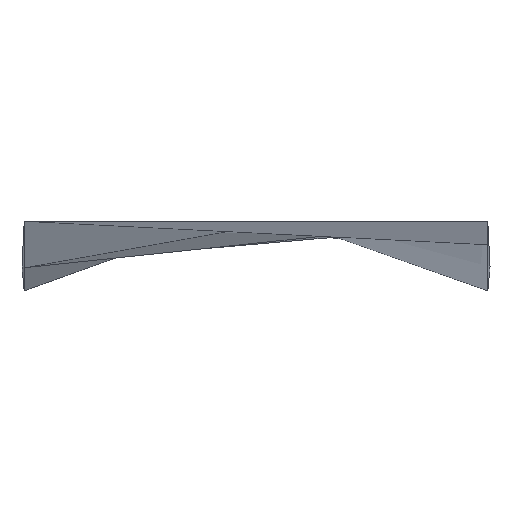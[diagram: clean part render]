
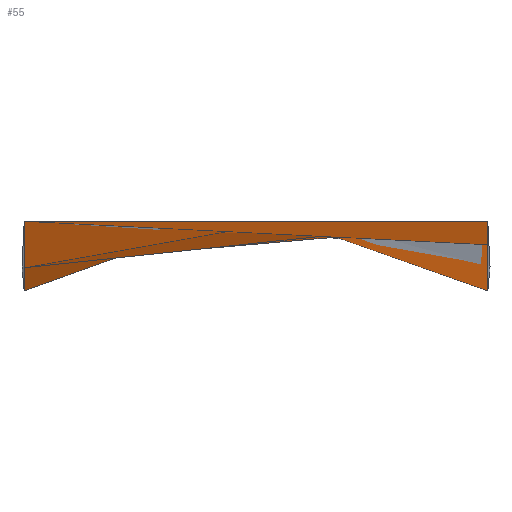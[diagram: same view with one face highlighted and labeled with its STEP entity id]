
A CAD part, top view. The second image highlights one B-rep face of the part: STEP entity #55.
In plain terms, the highlighted free-form (B-spline) face has degree [3, 3] with [4, 6] control points.
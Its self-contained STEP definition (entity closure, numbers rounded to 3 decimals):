
#15=FACE_OUTER_BOUND('',#19,.T.);
#19=EDGE_LOOP('',(#39,#40,#41,#42));
#23=B_SPLINE_CURVE_WITH_KNOTS('',3,(#102,#103,#104,#105),.UNSPECIFIED.,
 .F.,.F.,(4,4),(-1.,0.),.UNSPECIFIED.);
#24=B_SPLINE_CURVE_WITH_KNOTS('',3,(#107,#108,#109,#110,#111,#112),
 .UNSPECIFIED.,.F.,.F.,(4,1,1,4),(0.,1.,2.,3.),.UNSPECIFIED.);
#25=B_SPLINE_CURVE_WITH_KNOTS('',3,(#114,#115,#116,#117),.UNSPECIFIED.,
 .F.,.F.,(4,4),(0.,1.),.UNSPECIFIED.);
#26=B_SPLINE_CURVE_WITH_KNOTS('',3,(#118,#119,#120,#121,#122,#123),
 .UNSPECIFIED.,.F.,.F.,(4,1,1,4),(-3.,-2.,-1.,0.),.UNSPECIFIED.);
#29=VERTEX_POINT('',#100);
#30=VERTEX_POINT('',#101);
#31=VERTEX_POINT('',#106);
#32=VERTEX_POINT('',#113);
#33=EDGE_CURVE('',#29,#30,#23,.T.);
#34=EDGE_CURVE('',#29,#31,#24,.T.);
#35=EDGE_CURVE('',#32,#31,#25,.T.);
#36=EDGE_CURVE('',#32,#30,#26,.T.);
#39=ORIENTED_EDGE('',*,*,#33,.F.);
#40=ORIENTED_EDGE('',*,*,#34,.T.);
#41=ORIENTED_EDGE('',*,*,#35,.F.);
#42=ORIENTED_EDGE('',*,*,#36,.T.);
#51=B_SPLINE_SURFACE_WITH_KNOTS('',3,3,((#76,#77,#78,#79,#80,#81),(#82,
#83,#84,#85,#86,#87),(#88,#89,#90,#91,#92,#93),(#94,#95,#96,#97,#98,#99)),
 .UNSPECIFIED.,.F.,.F.,.F.,(4,4),(4,1,1,4),(0.,1.),(0.,1.,2.,3.),
 .UNSPECIFIED.);
#55=ADVANCED_FACE('',(#15),#51,.T.);
#76=CARTESIAN_POINT('Ctrl Pts',(12.43,0.,0.));
#77=CARTESIAN_POINT('Ctrl Pts',(11.172,0.692,0.));
#78=CARTESIAN_POINT('Ctrl Pts',(8.43,1.646,0.));
#79=CARTESIAN_POINT('Ctrl Pts',(4.07,1.646,0.));
#80=CARTESIAN_POINT('Ctrl Pts',(1.328,0.692,0.));
#81=CARTESIAN_POINT('Ctrl Pts',(0.07,0.,
0.));
#82=CARTESIAN_POINT('Ctrl Pts',(12.43,0.52,54.567));
#83=CARTESIAN_POINT('Ctrl Pts',(11.172,1.212,54.567));
#84=CARTESIAN_POINT('Ctrl Pts',(8.43,1.617,54.567));
#85=CARTESIAN_POINT('Ctrl Pts',(4.07,1.617,54.567));
#86=CARTESIAN_POINT('Ctrl Pts',(1.328,1.212,54.567));
#87=CARTESIAN_POINT('Ctrl Pts',(0.07,0.52,54.567));
#88=CARTESIAN_POINT('Ctrl Pts',(12.43,1.04,109.133));
#89=CARTESIAN_POINT('Ctrl Pts',(11.172,1.04,109.133));
#90=CARTESIAN_POINT('Ctrl Pts',(8.43,1.589,109.133));
#91=CARTESIAN_POINT('Ctrl Pts',(4.07,1.589,109.133));
#92=CARTESIAN_POINT('Ctrl Pts',(1.328,1.04,109.133));
#93=CARTESIAN_POINT('Ctrl Pts',(0.07,1.04,109.133));
#94=CARTESIAN_POINT('Ctrl Pts',(12.43,1.56,163.7));
#95=CARTESIAN_POINT('Ctrl Pts',(11.172,1.56,163.7));
#96=CARTESIAN_POINT('Ctrl Pts',(8.43,1.56,163.7));
#97=CARTESIAN_POINT('Ctrl Pts',(4.07,1.56,163.7));
#98=CARTESIAN_POINT('Ctrl Pts',(1.328,1.56,163.7));
#99=CARTESIAN_POINT('Ctrl Pts',(0.07,1.56,163.7));
#100=CARTESIAN_POINT('',(12.44,1.57,163.7));
#101=CARTESIAN_POINT('',(12.444,0.,0.));
#102=CARTESIAN_POINT('Ctrl Pts',(12.43,1.56,163.7));
#103=CARTESIAN_POINT('Ctrl Pts',(12.43,1.04,109.133));
#104=CARTESIAN_POINT('Ctrl Pts',(12.43,0.52,54.567));
#105=CARTESIAN_POINT('Ctrl Pts',(12.43,0.,
0.));
#106=CARTESIAN_POINT('',(0.06,1.57,163.7));
#107=CARTESIAN_POINT('Ctrl Pts',(12.43,1.56,163.7));
#108=CARTESIAN_POINT('Ctrl Pts',(11.172,1.56,163.7));
#109=CARTESIAN_POINT('Ctrl Pts',(8.43,1.56,163.7));
#110=CARTESIAN_POINT('Ctrl Pts',(4.07,1.56,163.7));
#111=CARTESIAN_POINT('Ctrl Pts',(1.328,1.56,163.7));
#112=CARTESIAN_POINT('Ctrl Pts',(0.07,1.56,163.7));
#113=CARTESIAN_POINT('',(0.056,0.,0.));
#114=CARTESIAN_POINT('Ctrl Pts',(0.07,0.,
0.));
#115=CARTESIAN_POINT('Ctrl Pts',(0.07,0.52,54.567));
#116=CARTESIAN_POINT('Ctrl Pts',(0.07,1.04,109.133));
#117=CARTESIAN_POINT('Ctrl Pts',(0.07,1.56,163.7));
#118=CARTESIAN_POINT('Ctrl Pts',(0.07,0.,
0.));
#119=CARTESIAN_POINT('Ctrl Pts',(1.328,0.692,0.));
#120=CARTESIAN_POINT('Ctrl Pts',(4.07,1.646,0.));
#121=CARTESIAN_POINT('Ctrl Pts',(8.43,1.646,0.));
#122=CARTESIAN_POINT('Ctrl Pts',(11.172,0.692,0.));
#123=CARTESIAN_POINT('Ctrl Pts',(12.43,0.,
0.));
